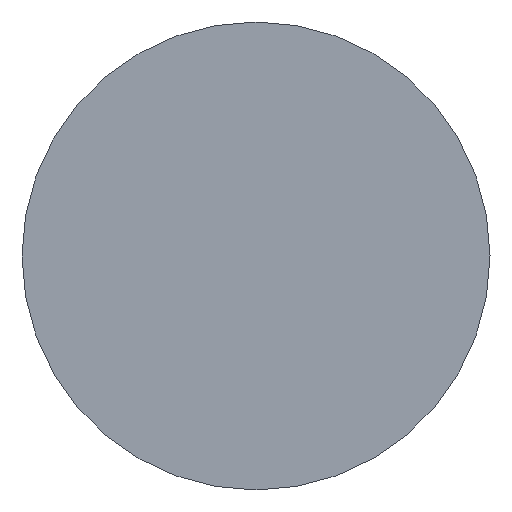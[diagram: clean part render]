
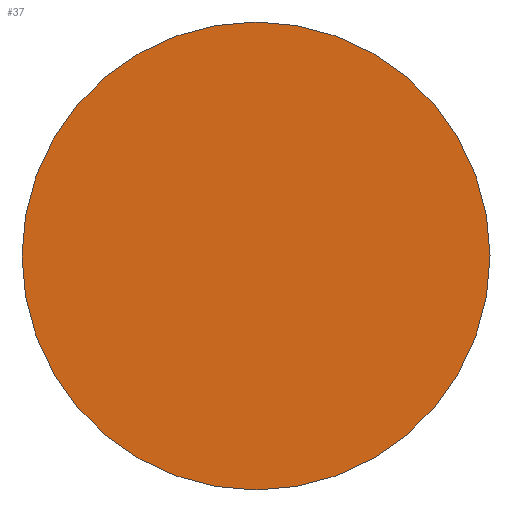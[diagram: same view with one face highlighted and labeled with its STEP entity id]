
A CAD part, left-side view. The second image highlights one B-rep face of the part: STEP entity #37.
In plain terms, the highlighted planar face has unit normal (-1, 0, 0).
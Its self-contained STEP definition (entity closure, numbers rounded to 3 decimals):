
#15=PLANE('',#44);
#19=FACE_OUTER_BOUND('',#23,.T.);
#23=EDGE_LOOP('',(#33));
#26=CIRCLE('',#43,2.);
#28=VERTEX_POINT('',#62);
#30=EDGE_CURVE('',#28,#28,#26,.T.);
#33=ORIENTED_EDGE('',*,*,#30,.T.);
#37=ADVANCED_FACE('',(#19),#15,.F.);
#43=AXIS2_PLACEMENT_3D('',#63,#52,#53);
#44=AXIS2_PLACEMENT_3D('',#64,#54,#55);
#52=DIRECTION('center_axis',(-1.,0.,0.));
#53=DIRECTION('ref_axis',(0.,-1.,0.));
#54=DIRECTION('center_axis',(1.,0.,0.));
#55=DIRECTION('ref_axis',(0.,0.,-1.));
#62=CARTESIAN_POINT('',(0.,2.,0.));
#63=CARTESIAN_POINT('Origin',(0.,0.,0.));
#64=CARTESIAN_POINT('Origin',(0.,0.,0.));
